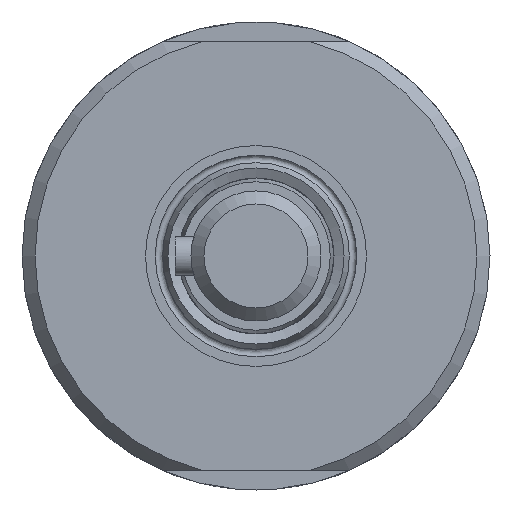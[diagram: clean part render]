
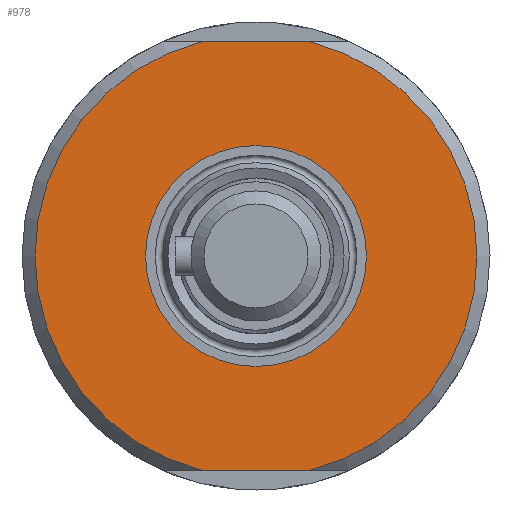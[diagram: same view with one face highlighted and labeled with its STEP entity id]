
A CAD part, left-side view. The second image highlights one B-rep face of the part: STEP entity #978.
In plain terms, the highlighted planar face has unit normal (-1, 0, 0).
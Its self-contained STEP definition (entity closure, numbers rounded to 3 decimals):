
#714=CARTESIAN_POINT('',(-82.,-4.093,-16.5));
#715=VERTEX_POINT('',#714);
#731=CARTESIAN_POINT('',(-82.,4.093,-16.5));
#732=VERTEX_POINT('',#731);
#733=CARTESIAN_POINT('',(-82.,4.093,-16.5));
#734=DIRECTION('',(0.0,-1.0,0.0));
#735=VECTOR('',#734,8.185);
#736=LINE('',#733,#735);
#737=EDGE_CURVE('',#732,#715,#736,.T.);
#802=CARTESIAN_POINT('',(-82.,-4.093,16.5));
#803=VERTEX_POINT('',#802);
#841=CARTESIAN_POINT('',(-82.,4.093,16.5));
#842=VERTEX_POINT('',#841);
#856=CARTESIAN_POINT('',(-82.,-4.093,16.5));
#857=DIRECTION('',(0.0,1.0,0.0));
#858=VECTOR('',#857,8.185);
#859=LINE('',#856,#858);
#860=EDGE_CURVE('',#803,#842,#859,.T.);
#887=CARTESIAN_POINT('',(-82.,0.,0.));
#888=DIRECTION('',(1.0,0.0,0.0));
#889=DIRECTION('',(0.0,-1.0,0.0));
#890=AXIS2_PLACEMENT_3D('',#887,#888,#889);
#891=CIRCLE('',#890,17.0);
#892=EDGE_CURVE('',#732,#842,#891,.T.);
#946=CARTESIAN_POINT('',(-82.,0.,0.));
#947=DIRECTION('',(1.0,0.0,0.0));
#948=DIRECTION('',(0.0,-1.0,0.0));
#949=AXIS2_PLACEMENT_3D('',#946,#947,#948);
#950=CIRCLE('',#949,17.0);
#951=EDGE_CURVE('',#803,#715,#950,.T.);
#956=CARTESIAN_POINT('',(-82.,9.,0.));
#957=DIRECTION('',(-1.0,0.0,0.0));
#958=DIRECTION('',(0.0,0.0,1.0));
#959=AXIS2_PLACEMENT_3D('',#956,#957,#958);
#960=PLANE('',#959);
#961=ORIENTED_EDGE('',*,*,#737,.T.);
#962=ORIENTED_EDGE('',*,*,#951,.F.);
#963=ORIENTED_EDGE('',*,*,#860,.T.);
#964=ORIENTED_EDGE('',*,*,#892,.F.);
#965=EDGE_LOOP('',(#961,#962,#963,#964));
#966=FACE_OUTER_BOUND('',#965,.T.);
#967=CARTESIAN_POINT('',(-82.,8.5,0.));
#968=VERTEX_POINT('',#967);
#969=CARTESIAN_POINT('',(-82.,0.,0.));
#970=DIRECTION('',(1.0,0.0,0.0));
#971=DIRECTION('',(0.0,1.0,0.0));
#972=AXIS2_PLACEMENT_3D('',#969,#970,#971);
#973=CIRCLE('',#972,8.5);
#974=EDGE_CURVE('',#968,#968,#973,.T.);
#975=ORIENTED_EDGE('',*,*,#974,.T.);
#976=EDGE_LOOP('',(#975));
#977=FACE_BOUND('',#976,.T.);
#978=ADVANCED_FACE('',(#966,#977),#960,.T.);
